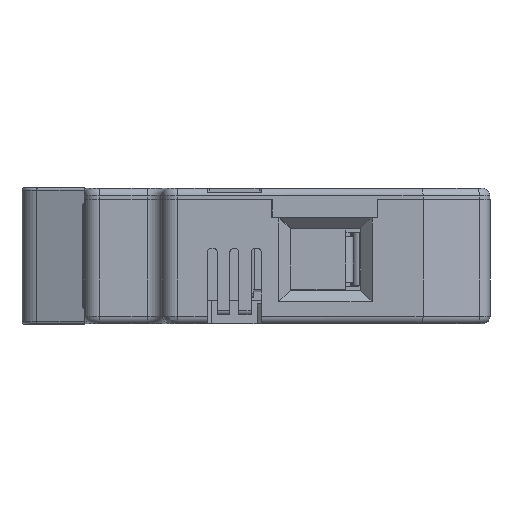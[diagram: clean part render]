
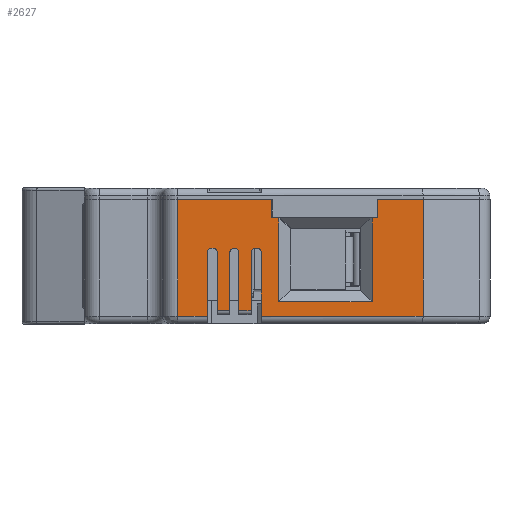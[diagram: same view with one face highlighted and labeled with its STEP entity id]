
A CAD part, left-side view. The second image highlights one B-rep face of the part: STEP entity #2627.
In plain terms, the highlighted planar face has unit normal (-1, 0, 0).
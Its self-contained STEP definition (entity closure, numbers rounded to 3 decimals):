
#1504=CIRCLE('',#28639,0.6);
#1505=CIRCLE('',#28640,0.6);
#1506=CIRCLE('',#28641,0.6);
#1507=CIRCLE('',#28642,0.6);
#1508=CIRCLE('',#28643,0.6);
#1509=CIRCLE('',#28644,0.6);
#2627=ADVANCED_FACE('',(#5001),#3749,.T.);
#3749=PLANE('',#28645);
#5001=FACE_OUTER_BOUND('',#6535,.T.);
#6535=EDGE_LOOP('',(#11795,#11796,#11797,#11798,#11799,#11800,#11801,#11802,
#11803,#11804,#11805,#11806,#11807,#11808,#11809,#11810,#11811,#11812,#11813,
#11814,#11815,#11816,#11817,#11818,#11819,#11820,#11821,#11822,#11823));
#11795=ORIENTED_EDGE('',*,*,#19808,.F.);
#11796=ORIENTED_EDGE('',*,*,#19809,.F.);
#11797=ORIENTED_EDGE('',*,*,#19810,.F.);
#11798=ORIENTED_EDGE('',*,*,#19811,.F.);
#11799=ORIENTED_EDGE('',*,*,#19812,.T.);
#11800=ORIENTED_EDGE('',*,*,#19813,.T.);
#11801=ORIENTED_EDGE('',*,*,#19814,.T.);
#11802=ORIENTED_EDGE('',*,*,#19815,.F.);
#11803=ORIENTED_EDGE('',*,*,#19816,.F.);
#11804=ORIENTED_EDGE('',*,*,#19817,.F.);
#11805=ORIENTED_EDGE('',*,*,#19818,.T.);
#11806=ORIENTED_EDGE('',*,*,#19819,.F.);
#11807=ORIENTED_EDGE('',*,*,#19820,.T.);
#11808=ORIENTED_EDGE('',*,*,#19821,.T.);
#11809=ORIENTED_EDGE('',*,*,#19822,.T.);
#11810=ORIENTED_EDGE('',*,*,#19823,.T.);
#11811=ORIENTED_EDGE('',*,*,#19824,.T.);
#11812=ORIENTED_EDGE('',*,*,#19825,.T.);
#11813=ORIENTED_EDGE('',*,*,#19826,.T.);
#11814=ORIENTED_EDGE('',*,*,#19827,.T.);
#11815=ORIENTED_EDGE('',*,*,#19828,.T.);
#11816=ORIENTED_EDGE('',*,*,#19829,.T.);
#11817=ORIENTED_EDGE('',*,*,#19830,.T.);
#11818=ORIENTED_EDGE('',*,*,#19831,.T.);
#11819=ORIENTED_EDGE('',*,*,#19832,.T.);
#11820=ORIENTED_EDGE('',*,*,#19833,.T.);
#11821=ORIENTED_EDGE('',*,*,#19834,.T.);
#11822=ORIENTED_EDGE('',*,*,#19835,.T.);
#11823=ORIENTED_EDGE('',*,*,#19836,.T.);
#16474=VERTEX_POINT('',#55793);
#16475=VERTEX_POINT('',#55794);
#16476=VERTEX_POINT('',#55796);
#16477=VERTEX_POINT('',#55798);
#16478=VERTEX_POINT('',#55800);
#16479=VERTEX_POINT('',#55802);
#16480=VERTEX_POINT('',#55804);
#16481=VERTEX_POINT('',#55806);
#16482=VERTEX_POINT('',#55808);
#16483=VERTEX_POINT('',#55810);
#16484=VERTEX_POINT('',#55812);
#16485=VERTEX_POINT('',#55814);
#16486=VERTEX_POINT('',#55816);
#16487=VERTEX_POINT('',#55818);
#16488=VERTEX_POINT('',#55820);
#16489=VERTEX_POINT('',#55822);
#16490=VERTEX_POINT('',#55824);
#16491=VERTEX_POINT('',#55826);
#16492=VERTEX_POINT('',#55828);
#16493=VERTEX_POINT('',#55830);
#16494=VERTEX_POINT('',#55832);
#16495=VERTEX_POINT('',#55834);
#16496=VERTEX_POINT('',#55836);
#16497=VERTEX_POINT('',#55838);
#16498=VERTEX_POINT('',#55840);
#16499=VERTEX_POINT('',#55842);
#16500=VERTEX_POINT('',#55844);
#16501=VERTEX_POINT('',#55846);
#16502=VERTEX_POINT('',#55848);
#19808=EDGE_CURVE('',#16474,#16475,#23001,.T.);
#19809=EDGE_CURVE('',#16476,#16474,#23002,.T.);
#19810=EDGE_CURVE('',#16477,#16476,#23003,.T.);
#19811=EDGE_CURVE('',#16478,#16477,#23004,.T.);
#19812=EDGE_CURVE('',#16478,#16479,#23005,.T.);
#19813=EDGE_CURVE('',#16479,#16480,#23006,.T.);
#19814=EDGE_CURVE('',#16480,#16481,#23007,.T.);
#19815=EDGE_CURVE('',#16482,#16481,#23008,.T.);
#19816=EDGE_CURVE('',#16483,#16482,#23009,.T.);
#19817=EDGE_CURVE('',#16484,#16483,#23010,.T.);
#19818=EDGE_CURVE('',#16484,#16485,#23011,.T.);
#19819=EDGE_CURVE('',#16486,#16485,#23012,.T.);
#19820=EDGE_CURVE('',#16486,#16487,#23013,.T.);
#19821=EDGE_CURVE('',#16487,#16488,#1504,.T.);
#19822=EDGE_CURVE('',#16488,#16489,#23014,.T.);
#19823=EDGE_CURVE('',#16489,#16490,#1505,.T.);
#19824=EDGE_CURVE('',#16490,#16491,#23015,.T.);
#19825=EDGE_CURVE('',#16491,#16492,#23016,.T.);
#19826=EDGE_CURVE('',#16492,#16493,#23017,.T.);
#19827=EDGE_CURVE('',#16493,#16494,#1506,.T.);
#19828=EDGE_CURVE('',#16494,#16495,#1507,.T.);
#19829=EDGE_CURVE('',#16495,#16496,#23018,.T.);
#19830=EDGE_CURVE('',#16496,#16497,#23019,.T.);
#19831=EDGE_CURVE('',#16497,#16498,#23020,.T.);
#19832=EDGE_CURVE('',#16498,#16499,#1508,.T.);
#19833=EDGE_CURVE('',#16499,#16500,#23021,.T.);
#19834=EDGE_CURVE('',#16500,#16501,#1509,.T.);
#19835=EDGE_CURVE('',#16501,#16502,#23022,.T.);
#19836=EDGE_CURVE('',#16502,#16475,#23023,.T.);
#23001=LINE('',#55792,#25977);
#23002=LINE('',#55795,#25978);
#23003=LINE('',#55797,#25979);
#23004=LINE('',#55799,#25980);
#23005=LINE('',#55801,#25981);
#23006=LINE('',#55803,#25982);
#23007=LINE('',#55805,#25983);
#23008=LINE('',#55807,#25984);
#23009=LINE('',#55809,#25985);
#23010=LINE('',#55811,#25986);
#23011=LINE('',#55813,#25987);
#23012=LINE('',#55815,#25988);
#23013=LINE('',#55817,#25989);
#23014=LINE('',#55821,#25990);
#23015=LINE('',#55825,#25991);
#23016=LINE('',#55827,#25992);
#23017=LINE('',#55829,#25993);
#23018=LINE('',#55835,#25994);
#23019=LINE('',#55837,#25995);
#23020=LINE('',#55839,#25996);
#23021=LINE('',#55843,#25997);
#23022=LINE('',#55847,#25998);
#23023=LINE('',#55849,#25999);
#25977=VECTOR('',#33983,1.);
#25978=VECTOR('',#33984,1.);
#25979=VECTOR('',#33985,1.);
#25980=VECTOR('',#33986,1.);
#25981=VECTOR('',#33987,1.);
#25982=VECTOR('',#33988,1.);
#25983=VECTOR('',#33989,1.);
#25984=VECTOR('',#33990,1.);
#25985=VECTOR('',#33991,1.);
#25986=VECTOR('',#33992,1.);
#25987=VECTOR('',#33993,1.);
#25988=VECTOR('',#33994,1.);
#25989=VECTOR('',#33995,1.);
#25990=VECTOR('',#33998,1.);
#25991=VECTOR('',#34001,1.);
#25992=VECTOR('',#34002,1.);
#25993=VECTOR('',#34003,1.);
#25994=VECTOR('',#34008,1.);
#25995=VECTOR('',#34009,1.);
#25996=VECTOR('',#34010,1.);
#25997=VECTOR('',#34013,1.);
#25998=VECTOR('',#34016,1.);
#25999=VECTOR('',#34017,1.);
#28639=AXIS2_PLACEMENT_3D('',#55819,#33996,#33997);
#28640=AXIS2_PLACEMENT_3D('',#55823,#33999,#34000);
#28641=AXIS2_PLACEMENT_3D('',#55831,#34004,#34005);
#28642=AXIS2_PLACEMENT_3D('',#55833,#34006,#34007);
#28643=AXIS2_PLACEMENT_3D('',#55841,#34011,#34012);
#28644=AXIS2_PLACEMENT_3D('',#55845,#34014,#34015);
#28645=AXIS2_PLACEMENT_3D('',#55850,#34018,#34019);
#33983=DIRECTION('',(0.,0.,-1.));
#33984=DIRECTION('',(0.,-1.,0.));
#33985=DIRECTION('',(0.,0.,1.));
#33986=DIRECTION('',(0.,-1.,0.));
#33987=DIRECTION('',(0.,0.,-1.));
#33988=DIRECTION('',(0.,1.,0.));
#33989=DIRECTION('',(0.,0.,1.));
#33990=DIRECTION('',(0.,-1.,0.));
#33991=DIRECTION('',(0.,0.,-1.));
#33992=DIRECTION('',(0.,-1.,0.));
#33993=DIRECTION('',(0.,0.,-1.));
#33994=DIRECTION('',(0.,1.,0.));
#33995=DIRECTION('',(0.,0.,1.));
#33996=DIRECTION('',(1.,0.,0.));
#33997=DIRECTION('',(0.,0.,1.));
#33998=DIRECTION('',(0.,-1.,0.));
#33999=DIRECTION('',(1.,0.,0.));
#34000=DIRECTION('',(0.,0.,1.));
#34001=DIRECTION('',(0.,0.,-1.));
#34002=DIRECTION('',(0.,-1.,0.));
#34003=DIRECTION('',(0.,0.,1.));
#34004=DIRECTION('',(1.,0.,0.));
#34005=DIRECTION('',(0.,0.,1.));
#34006=DIRECTION('',(1.,0.,0.));
#34007=DIRECTION('',(0.,0.,1.));
#34008=DIRECTION('',(0.,0.,-1.));
#34009=DIRECTION('',(0.,-1.,0.));
#34010=DIRECTION('',(0.,0.,1.));
#34011=DIRECTION('',(1.,0.,0.));
#34012=DIRECTION('',(0.,0.,1.));
#34013=DIRECTION('',(0.,-1.,0.));
#34014=DIRECTION('',(1.,0.,0.));
#34015=DIRECTION('',(0.,0.,1.));
#34016=DIRECTION('',(0.,0.,-1.));
#34017=DIRECTION('',(0.,-1.,0.));
#34018=DIRECTION('',(-1.,0.,0.));
#34019=DIRECTION('',(0.,0.,1.));
#55792=CARTESIAN_POINT('',(80.307,-132.898,-15.299));
#55793=CARTESIAN_POINT('',(80.307,-132.898,1.201));
#55794=CARTESIAN_POINT('',(80.307,-132.898,-14.101));
#55795=CARTESIAN_POINT('',(80.307,-101.3,1.201));
#55796=CARTESIAN_POINT('',(80.307,-126.948,1.201));
#55797=CARTESIAN_POINT('',(80.307,-126.948,-51.799));
#55798=CARTESIAN_POINT('',(80.307,-126.948,-1.199));
#55799=CARTESIAN_POINT('',(80.307,-116.337,-1.199));
#55800=CARTESIAN_POINT('',(80.307,-126.198,-1.199));
#55801=CARTESIAN_POINT('',(80.307,-126.198,-15.299));
#55802=CARTESIAN_POINT('',(80.307,-126.198,-12.199));
#55803=CARTESIAN_POINT('',(80.307,-101.3,-12.199));
#55804=CARTESIAN_POINT('',(80.307,-113.947,-12.199));
#55805=CARTESIAN_POINT('',(80.307,-113.947,-15.299));
#55806=CARTESIAN_POINT('',(80.307,-113.947,-1.199));
#55807=CARTESIAN_POINT('',(80.307,-116.337,-1.199));
#55808=CARTESIAN_POINT('',(80.307,-113.048,-1.199));
#55809=CARTESIAN_POINT('',(80.307,-113.048,-15.299));
#55810=CARTESIAN_POINT('',(80.307,-113.048,1.201));
#55811=CARTESIAN_POINT('',(80.307,-101.3,1.201));
#55812=CARTESIAN_POINT('',(80.307,-100.648,1.201));
#55813=CARTESIAN_POINT('',(80.307,-100.648,-15.299));
#55814=CARTESIAN_POINT('',(80.307,-100.648,-14.101));
#55815=CARTESIAN_POINT('',(80.307,-104.248,-14.101));
#55816=CARTESIAN_POINT('',(80.307,-104.548,-14.101));
#55817=CARTESIAN_POINT('',(80.307,-104.548,-15.299));
#55818=CARTESIAN_POINT('',(80.307,-104.548,-5.77));
#55819=CARTESIAN_POINT('',(80.307,-105.148,-5.77));
#55820=CARTESIAN_POINT('',(80.307,-105.148,-5.17));
#55821=CARTESIAN_POINT('',(80.307,-101.3,-5.17));
#55822=CARTESIAN_POINT('',(80.307,-105.298,-5.17));
#55823=CARTESIAN_POINT('',(80.307,-105.298,-5.77));
#55824=CARTESIAN_POINT('',(80.307,-105.898,-5.77));
#55825=CARTESIAN_POINT('',(80.307,-105.898,-15.299));
#55826=CARTESIAN_POINT('',(80.307,-105.898,-13.403));
#55827=CARTESIAN_POINT('',(80.307,-107.498,-13.403));
#55828=CARTESIAN_POINT('',(80.307,-107.498,-13.403));
#55829=CARTESIAN_POINT('',(80.307,-107.498,-51.799));
#55830=CARTESIAN_POINT('',(80.307,-107.498,-5.77));
#55831=CARTESIAN_POINT('',(80.307,-108.098,-5.77));
#55832=CARTESIAN_POINT('',(80.307,-108.098,-5.17));
#55833=CARTESIAN_POINT('',(80.307,-108.098,-5.77));
#55834=CARTESIAN_POINT('',(80.307,-108.698,-5.77));
#55835=CARTESIAN_POINT('',(80.307,-108.698,-15.299));
#55836=CARTESIAN_POINT('',(80.307,-108.698,-13.403));
#55837=CARTESIAN_POINT('',(80.307,-110.298,-13.403));
#55838=CARTESIAN_POINT('',(80.307,-110.298,-13.403));
#55839=CARTESIAN_POINT('',(80.307,-110.298,-51.799));
#55840=CARTESIAN_POINT('',(80.307,-110.298,-5.77));
#55841=CARTESIAN_POINT('',(80.307,-110.898,-5.77));
#55842=CARTESIAN_POINT('',(80.307,-110.898,-5.17));
#55843=CARTESIAN_POINT('',(80.307,-101.3,-5.17));
#55844=CARTESIAN_POINT('',(80.307,-111.048,-5.17));
#55845=CARTESIAN_POINT('',(80.307,-111.048,-5.77));
#55846=CARTESIAN_POINT('',(80.307,-111.648,-5.77));
#55847=CARTESIAN_POINT('',(80.307,-111.648,-51.799));
#55848=CARTESIAN_POINT('',(80.307,-111.648,-14.101));
#55849=CARTESIAN_POINT('',(80.307,-132.898,-14.101));
#55850=CARTESIAN_POINT('',(80.307,-101.3,-15.299));
